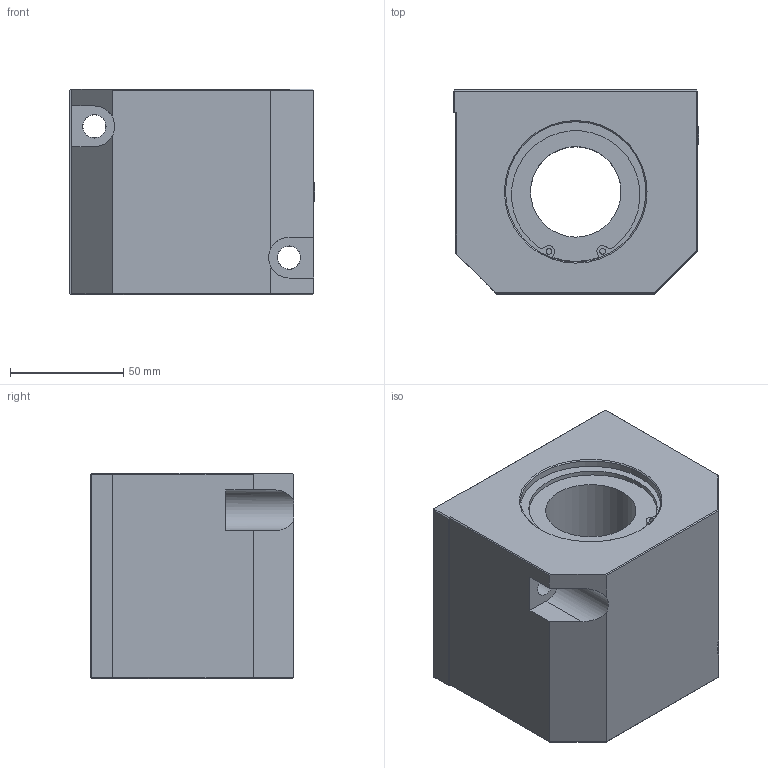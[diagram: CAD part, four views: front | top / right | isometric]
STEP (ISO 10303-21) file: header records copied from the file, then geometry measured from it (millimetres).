
FILE_DESCRIPTION(/* description */ ('Gehäuseeinheit leichte Baureie, geschlossen'),/* implementation_level */ '2;1');
FILE_NAME(/* name */ '190530-0.step',/* time_stamp */ '2021-08-18T13:21:43+02:00',/* author */ ('MuellerJ'),/* organization */ (''),/* preprocessor_version */ 'ST-DEVELOPER v18.1',/* originating_system */ 'Autodesk Inventor 2021',/* authorisation */ '');
FILE_SCHEMA (('AUTOMOTIVE_DESIGN { 1 0 10303 214 3 1 1 }'));
Length unit declared in the file: millimetre
Products named in the file (4): leer; 18-0006-0FZ.001; leer_1; leer_2
Assembly tree (4 placements, depth 2):
  leer
    18-0006-0FZ.001
    leer_1
    leer_2  x2
Bounding box: 108.25 x 90 x 91 mm (x, y, z)
Volume: 689074.1 mm3; surface area: 105633.2 mm2
Topology: 4 solids, 4 shells, 101 faces, 221 edges, 141 vertices
Faces by surface type: plane 60, cylinder 36, torus 3, cone 2
Full cylindrical faces by diameter (mm): 2.5 x4, 4.3 x1, 6.917 x1, 8 x1, 10.106 x2, 10.3 x2, 40 x1, 59 x2, 62 x6, 65 x2
Entity records: 2630 total; most frequent: DIRECTION 453, CARTESIAN_POINT 447, ORIENTED_EDGE 382, EDGE_CURVE 191, AXIS2_PLACEMENT_3D 167, VERTEX_POINT 121, LINE 119, VECTOR 119
